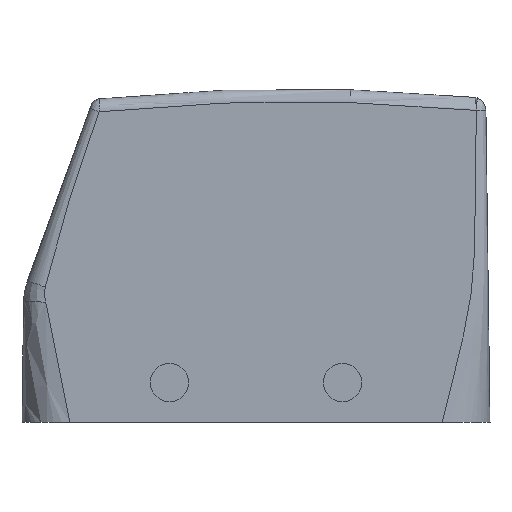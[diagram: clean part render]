
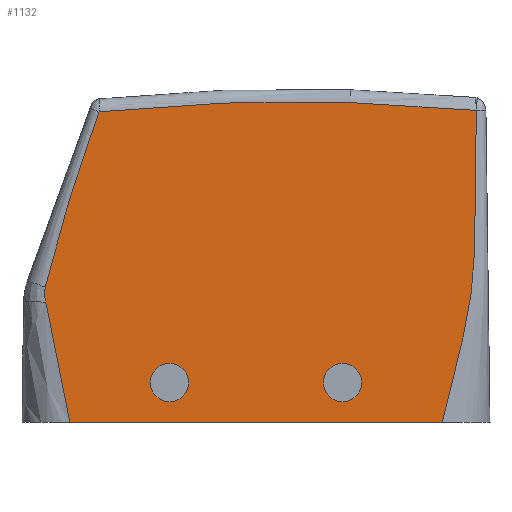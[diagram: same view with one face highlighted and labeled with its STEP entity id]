
A CAD part, left-side view. The second image highlights one B-rep face of the part: STEP entity #1132.
In plain terms, the highlighted planar face has unit normal (-1, 0, 0).
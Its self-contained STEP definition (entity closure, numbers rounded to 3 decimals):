
#1015=AXIS2_PLACEMENT_3D('Plane Axis2P3D',#1012,#1013,#1014) ;
#1019=AXIS2_PLACEMENT_3D('Circle Axis2P3D',#1017,#1018,$) ;
#1098=AXIS2_PLACEMENT_3D('Circle Axis2P3D',#1096,#1097,$) ;
#1107=AXIS2_PLACEMENT_3D('Circle Axis2P3D',#1105,#1106,$) ;
#1116=AXIS2_PLACEMENT_3D('Circle Axis2P3D',#1114,#1115,$) ;
#1125=AXIS2_PLACEMENT_3D('Circle Axis2P3D',#1123,#1124,$) ;
#746=CARTESIAN_POINT('Vertex',(7.5,69.397,21.087)) ;
#750=CARTESIAN_POINT('Control Point',(7.5,60.975,48.438)) ;
#751=CARTESIAN_POINT('Control Point',(7.5,61.007,48.347)) ;
#752=CARTESIAN_POINT('Control Point',(7.5,61.039,48.255)) ;
#753=CARTESIAN_POINT('Control Point',(7.5,61.071,48.163)) ;
#754=CARTESIAN_POINT('Control Point',(7.5,61.15,47.938)) ;
#755=CARTESIAN_POINT('Control Point',(7.5,61.229,47.711)) ;
#756=CARTESIAN_POINT('Control Point',(7.5,61.276,47.577)) ;
#757=CARTESIAN_POINT('Control Point',(7.5,61.37,47.309)) ;
#758=CARTESIAN_POINT('Control Point',(7.5,61.463,47.042)) ;
#759=CARTESIAN_POINT('Control Point',(7.5,61.51,46.908)) ;
#760=CARTESIAN_POINT('Control Point',(7.5,61.649,46.506)) ;
#761=CARTESIAN_POINT('Control Point',(7.5,61.789,46.104)) ;
#762=CARTESIAN_POINT('Control Point',(7.5,61.882,45.835)) ;
#763=CARTESIAN_POINT('Control Point',(7.5,62.16,45.031)) ;
#764=CARTESIAN_POINT('Control Point',(7.5,62.437,44.225)) ;
#765=CARTESIAN_POINT('Control Point',(7.5,62.62,43.688)) ;
#766=CARTESIAN_POINT('Control Point',(7.5,63.351,41.541)) ;
#767=CARTESIAN_POINT('Control Point',(7.5,64.071,39.389)) ;
#768=CARTESIAN_POINT('Control Point',(7.5,64.604,37.774)) ;
#769=CARTESIAN_POINT('Control Point',(7.5,65.39,35.377)) ;
#770=CARTESIAN_POINT('Control Point',(7.5,66.16,32.975)) ;
#771=CARTESIAN_POINT('Control Point',(7.5,66.4,32.219)) ;
#772=CARTESIAN_POINT('Control Point',(7.5,67.136,29.872)) ;
#773=CARTESIAN_POINT('Control Point',(7.5,67.834,27.516)) ;
#774=CARTESIAN_POINT('Control Point',(7.5,68.268,25.939)) ;
#775=CARTESIAN_POINT('Control Point',(7.5,68.751,24.021)) ;
#776=CARTESIAN_POINT('Control Point',(7.5,69.182,22.091)) ;
#777=CARTESIAN_POINT('Control Point',(7.5,69.255,21.756)) ;
#778=CARTESIAN_POINT('Control Point',(7.5,69.327,21.421)) ;
#779=CARTESIAN_POINT('Control Point',(7.5,69.397,21.087)) ;
#780=CARTESIAN_POINT('Vertex',(7.5,60.975,48.438)) ;
#991=CARTESIAN_POINT('Vertex',(7.5,69.288,18.755)) ;
#995=CARTESIAN_POINT('Control Point',(7.5,69.397,21.087)) ;
#996=CARTESIAN_POINT('Control Point',(7.5,69.436,20.82)) ;
#997=CARTESIAN_POINT('Control Point',(7.5,69.462,20.552)) ;
#998=CARTESIAN_POINT('Control Point',(7.5,69.473,20.283)) ;
#999=CARTESIAN_POINT('Control Point',(7.5,69.465,19.809)) ;
#1000=CARTESIAN_POINT('Control Point',(7.5,69.411,19.345)) ;
#1001=CARTESIAN_POINT('Control Point',(7.5,69.379,19.144)) ;
#1002=CARTESIAN_POINT('Control Point',(7.5,69.338,18.947)) ;
#1003=CARTESIAN_POINT('Control Point',(7.5,69.288,18.755)) ;
#1012=CARTESIAN_POINT('Axis2P3D Location',(7.5,-5.331,-31.164)) ;
#1017=CARTESIAN_POINT('Axis2P3D Location',(7.5,30.5,-248.)) ;
#1021=CARTESIAN_POINT('Vertex',(7.5,2.135,48.647)) ;
#1025=CARTESIAN_POINT('Control Point',(7.5,69.288,18.755)) ;
#1026=CARTESIAN_POINT('Control Point',(7.5,68.855,16.109)) ;
#1027=CARTESIAN_POINT('Control Point',(7.5,68.349,13.465)) ;
#1028=CARTESIAN_POINT('Control Point',(7.5,67.797,10.848)) ;
#1029=CARTESIAN_POINT('Control Point',(7.5,66.984,7.072)) ;
#1030=CARTESIAN_POINT('Control Point',(7.5,66.19,3.289)) ;
#1031=CARTESIAN_POINT('Control Point',(7.5,65.966,2.203)) ;
#1032=CARTESIAN_POINT('Control Point',(7.5,65.743,1.111)) ;
#1033=CARTESIAN_POINT('Control Point',(7.5,65.52,0.)) ;
#1034=CARTESIAN_POINT('Vertex',(7.5,65.52,0.)) ;
#1037=CARTESIAN_POINT('Line Origine',(7.5,36.498,0.)) ;
#1041=CARTESIAN_POINT('Vertex',(7.5,7.476,0.)) ;
#1045=CARTESIAN_POINT('Control Point',(7.5,2.135,48.647)) ;
#1046=CARTESIAN_POINT('Control Point',(7.5,2.135,48.63)) ;
#1047=CARTESIAN_POINT('Control Point',(7.5,2.135,48.613)) ;
#1048=CARTESIAN_POINT('Control Point',(7.5,2.135,48.597)) ;
#1049=CARTESIAN_POINT('Control Point',(7.5,2.135,48.498)) ;
#1050=CARTESIAN_POINT('Control Point',(7.5,2.134,48.4)) ;
#1051=CARTESIAN_POINT('Control Point',(7.5,2.134,48.204)) ;
#1052=CARTESIAN_POINT('Control Point',(7.5,2.133,48.018)) ;
#1053=CARTESIAN_POINT('Control Point',(7.5,2.132,47.832)) ;
#1054=CARTESIAN_POINT('Control Point',(7.5,2.132,47.728)) ;
#1055=CARTESIAN_POINT('Control Point',(7.5,2.131,47.415)) ;
#1056=CARTESIAN_POINT('Control Point',(7.5,2.13,47.101)) ;
#1057=CARTESIAN_POINT('Control Point',(7.5,2.13,46.893)) ;
#1058=CARTESIAN_POINT('Control Point',(7.5,2.129,46.266)) ;
#1059=CARTESIAN_POINT('Control Point',(7.5,2.128,45.64)) ;
#1060=CARTESIAN_POINT('Control Point',(7.5,2.128,45.222)) ;
#1061=CARTESIAN_POINT('Control Point',(7.5,2.13,43.97)) ;
#1062=CARTESIAN_POINT('Control Point',(7.5,2.135,42.717)) ;
#1063=CARTESIAN_POINT('Control Point',(7.5,2.14,41.883)) ;
#1064=CARTESIAN_POINT('Control Point',(7.5,2.158,39.38)) ;
#1065=CARTESIAN_POINT('Control Point',(7.5,2.188,36.877)) ;
#1066=CARTESIAN_POINT('Control Point',(7.5,2.212,35.21)) ;
#1067=CARTESIAN_POINT('Control Point',(7.5,2.251,32.777)) ;
#1068=CARTESIAN_POINT('Control Point',(7.5,2.303,30.344)) ;
#1069=CARTESIAN_POINT('Control Point',(7.5,2.322,29.578)) ;
#1070=CARTESIAN_POINT('Control Point',(7.5,2.362,28.044)) ;
#1071=CARTESIAN_POINT('Control Point',(7.5,2.414,26.511)) ;
#1072=CARTESIAN_POINT('Control Point',(7.5,2.445,25.754)) ;
#1073=CARTESIAN_POINT('Control Point',(7.5,2.632,22.236)) ;
#1074=CARTESIAN_POINT('Control Point',(7.5,3.03,18.729)) ;
#1075=CARTESIAN_POINT('Control Point',(7.5,3.539,15.994)) ;
#1076=CARTESIAN_POINT('Control Point',(7.5,4.471,11.914)) ;
#1077=CARTESIAN_POINT('Control Point',(7.5,5.512,7.852)) ;
#1078=CARTESIAN_POINT('Control Point',(7.5,5.866,6.485)) ;
#1079=CARTESIAN_POINT('Control Point',(7.5,6.392,4.434)) ;
#1080=CARTESIAN_POINT('Control Point',(7.5,6.902,2.38)) ;
#1081=CARTESIAN_POINT('Control Point',(7.5,7.07,1.695)) ;
#1082=CARTESIAN_POINT('Control Point',(7.5,7.251,0.945)) ;
#1083=CARTESIAN_POINT('Control Point',(7.5,7.43,0.194)) ;
#1084=CARTESIAN_POINT('Control Point',(7.5,7.445,0.13)) ;
#1085=CARTESIAN_POINT('Control Point',(7.5,7.461,0.065)) ;
#1086=CARTESIAN_POINT('Control Point',(7.5,7.476,0.)) ;
#1096=CARTESIAN_POINT('Axis2P3D Location',(7.5,50.,6.2)) ;
#1100=CARTESIAN_POINT('Vertex',(7.5,48.245,7.159)) ;
#1102=CARTESIAN_POINT('Vertex',(7.5,51.755,5.241)) ;
#1105=CARTESIAN_POINT('Axis2P3D Location',(7.5,50.,6.2)) ;
#1114=CARTESIAN_POINT('Axis2P3D Location',(7.5,23.,6.2)) ;
#1118=CARTESIAN_POINT('Vertex',(7.5,21.245,5.241)) ;
#1120=CARTESIAN_POINT('Vertex',(7.5,24.755,7.159)) ;
#1123=CARTESIAN_POINT('Axis2P3D Location',(7.5,23.,6.2)) ;
#1013=DIRECTION('Axis2P3D Direction',(-1.,0.,0.)) ;
#1014=DIRECTION('Axis2P3D XDirection',(0.,-0.17,0.985)) ;
#1018=DIRECTION('Axis2P3D Direction',(-1.,0.,0.)) ;
#1038=DIRECTION('Vector Direction',(0.,-1.,0.)) ;
#1097=DIRECTION('Axis2P3D Direction',(-1.,0.,0.)) ;
#1106=DIRECTION('Axis2P3D Direction',(-1.,0.,0.)) ;
#1115=DIRECTION('Axis2P3D Direction',(-1.,0.,0.)) ;
#1124=DIRECTION('Axis2P3D Direction',(-1.,0.,0.)) ;
#1039=VECTOR('Line Direction',#1038,1.) ;
#1089=ORIENTED_EDGE('',*,*,#1023,.T.) ;
#1090=ORIENTED_EDGE('',*,*,#782,.F.) ;
#1091=ORIENTED_EDGE('',*,*,#1004,.F.) ;
#1092=ORIENTED_EDGE('',*,*,#1036,.F.) ;
#1093=ORIENTED_EDGE('',*,*,#1043,.T.) ;
#1094=ORIENTED_EDGE('',*,*,#1087,.T.) ;
#1111=ORIENTED_EDGE('',*,*,#1104,.F.) ;
#1112=ORIENTED_EDGE('',*,*,#1109,.F.) ;
#1129=ORIENTED_EDGE('',*,*,#1122,.F.) ;
#1130=ORIENTED_EDGE('',*,*,#1127,.F.) ;
#1113=FACE_BOUND('',#1110,.T.) ;
#1131=FACE_BOUND('',#1128,.T.) ;
#1132=ADVANCED_FACE('Housing',(#1095,#1113,#1131),#1016,.T.) ;
#749=B_SPLINE_CURVE_WITH_KNOTS('',5,(#750,#751,#752,#753,#754,#755,#756,#757,#758,#759,#760,#761,#762,#763,#764,#765,#766,#767,#768,#769,#770,#771,#772,#773,#774,#775,#776,#777,#778,#779),.UNSPECIFIED.,.F.,.U.,(6,3,3,3,3,3,3,3,3,6),(102.121,102.969,104.197,105.425,107.881,112.793,127.497,134.611,148.78,151.75),.UNSPECIFIED.) ;
#994=B_SPLINE_CURVE_WITH_KNOTS('',5,(#995,#996,#997,#998,#999,#1000,#1001,#1002,#1003),.UNSPECIFIED.,.F.,.U.,(6,3,6),(155.256,158.252,160.584),.UNSPECIFIED.) ;
#1024=B_SPLINE_CURVE_WITH_KNOTS('',5,(#1025,#1026,#1027,#1028,#1029,#1030,#1031,#1032,#1033),.UNSPECIFIED.,.F.,.U.,(6,3,6),(57.61,80.813,90.754),.UNSPECIFIED.) ;
#1044=B_SPLINE_CURVE_WITH_KNOTS('',5,(#1045,#1046,#1047,#1048,#1049,#1050,#1051,#1052,#1053,#1054,#1055,#1056,#1057,#1058,#1059,#1060,#1061,#1062,#1063,#1064,#1065,#1066,#1067,#1068,#1069,#1070,#1071,#1072,#1073,#1074,#1075,#1076,#1077,#1078,#1079,#1080,#1081,#1082,#1083,#1084,#1085,#1086),.UNSPECIFIED.,.F.,.U.,(6,3,3,3,3,3,3,3,3,3,3,3,3,6),(5.137,5.283,5.989,6.891,8.696,12.305,19.525,33.952,40.582,47.23,71.063,83.166,89.219,89.791),.UNSPECIFIED.) ;
#1020=CIRCLE('generated circle',#1019,298.) ;
#1099=CIRCLE('generated circle',#1098,2.) ;
#1108=CIRCLE('generated circle',#1107,2.) ;
#1117=CIRCLE('generated circle',#1116,2.) ;
#1126=CIRCLE('generated circle',#1125,2.) ;
#782=EDGE_CURVE('',#747,#781,#749,.F.) ;
#1004=EDGE_CURVE('',#992,#747,#994,.F.) ;
#1023=EDGE_CURVE('',#1022,#781,#1020,.T.) ;
#1036=EDGE_CURVE('',#1035,#992,#1024,.F.) ;
#1043=EDGE_CURVE('',#1035,#1042,#1040,.T.) ;
#1087=EDGE_CURVE('',#1042,#1022,#1044,.F.) ;
#1104=EDGE_CURVE('',#1101,#1103,#1099,.T.) ;
#1109=EDGE_CURVE('',#1103,#1101,#1108,.T.) ;
#1122=EDGE_CURVE('',#1119,#1121,#1117,.T.) ;
#1127=EDGE_CURVE('',#1121,#1119,#1126,.T.) ;
#1088=EDGE_LOOP('',(#1089,#1090,#1091,#1092,#1093,#1094)) ;
#1110=EDGE_LOOP('',(#1111,#1112)) ;
#1128=EDGE_LOOP('',(#1129,#1130)) ;
#1095=FACE_OUTER_BOUND('',#1088,.T.) ;
#1040=LINE('Line',#1037,#1039) ;
#1016=PLANE('',#1015) ;
#747=VERTEX_POINT('',#746) ;
#781=VERTEX_POINT('',#780) ;
#992=VERTEX_POINT('',#991) ;
#1022=VERTEX_POINT('',#1021) ;
#1035=VERTEX_POINT('',#1034) ;
#1042=VERTEX_POINT('',#1041) ;
#1101=VERTEX_POINT('',#1100) ;
#1103=VERTEX_POINT('',#1102) ;
#1119=VERTEX_POINT('',#1118) ;
#1121=VERTEX_POINT('',#1120) ;
